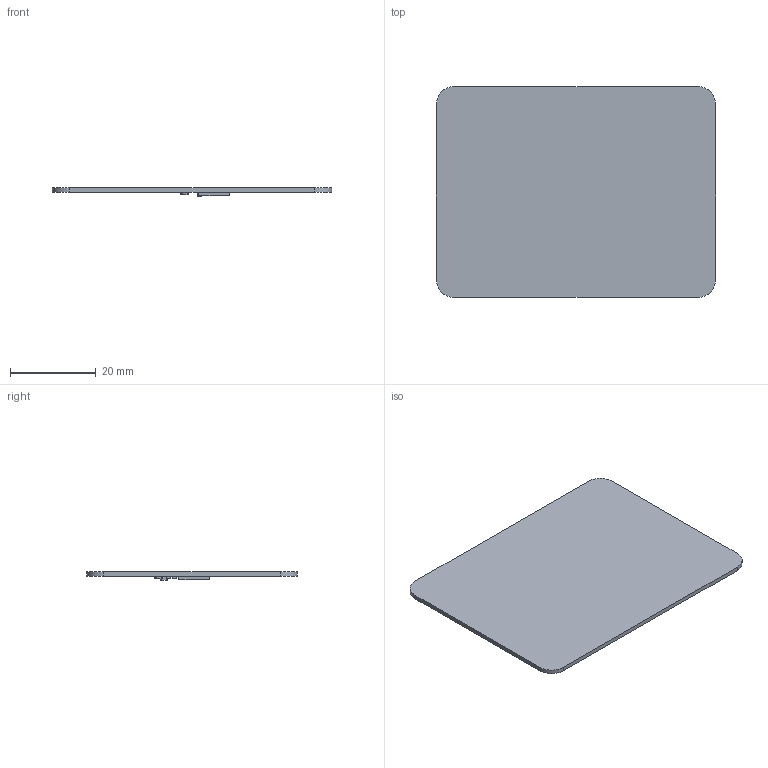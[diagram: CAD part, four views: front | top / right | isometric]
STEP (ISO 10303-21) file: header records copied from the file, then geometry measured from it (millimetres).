
FILE_DESCRIPTION(('Open CASCADE Model'),'2;1');
FILE_NAME('Open CASCADE Shape Model','2019-07-18T09:23:37',('Author'),( 'Open CASCADE'),'Open CASCADE STEP processor 6.8','Open CASCADE 6.8' ,'Unknown');
FILE_SCHEMA(('AUTOMOTIVE_DESIGN { 1 0 10303 214 1 1 1 1 }'));
Length unit declared in the file: millimetre
Products named in the file (16): PCB; Board; Open CASCADE STEP translator 6.8 1.1.1; C3; C-0402; C4; C1; C2; C-0603; C5; R1; R-0603; R2; R3; U1; U-QFN-P0.5-7X7-48
Assembly tree (20 placements, depth 3):
  PCB
    Board
      Open CASCADE STEP translator 6.8 1.1.1
    C3
      C-0402
    C4
      C-0402
    C1
      C-0402
    C2
      C-0603
    C5
      C-0402
    R1
      R-0603
    R2
      R-0603
    R3
      R-0603
    U1
      U-QFN-P0.5-7X7-48
Bounding box: 65 x 49 x 1.95 mm (x, y, z)
Volume: 3217.8 mm3; surface area: 6751.2 mm2
Topology: 58 solids, 58 shells, 653 faces, 1541 edges, 1006 vertices
Faces by surface type: plane 515, cylinder 138
Entity records: 20001 total; most frequent: CARTESIAN_POINT 2931, DIRECTION 2885, ORIENTED_EDGE 2802, EDGE_CURVE 1401, LINE 1125, VECTOR 1125, VERTEX_POINT 926, AXIS2_PLACEMENT_3D 880
